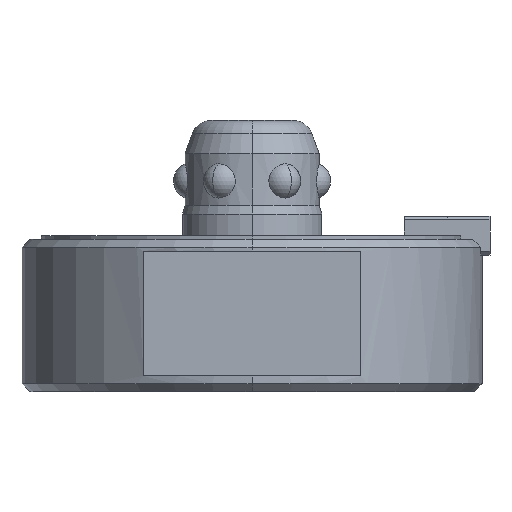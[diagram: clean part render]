
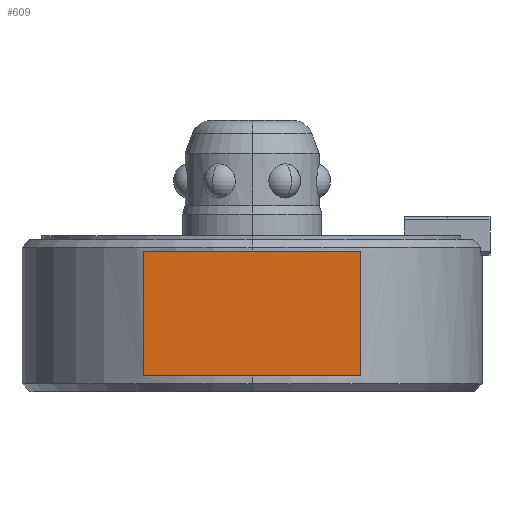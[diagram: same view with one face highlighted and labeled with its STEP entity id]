
A CAD part, left-side view. The second image highlights one B-rep face of the part: STEP entity #609.
In plain terms, the highlighted planar face has unit normal (-1, 0, 0).
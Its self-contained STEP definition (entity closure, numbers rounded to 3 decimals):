
#609=ADVANCED_FACE('',(#1603),#1604,.F.);
#1603=FACE_OUTER_BOUND('',#3034,.T.);
#1604=PLANE('',#3035);
#3034=EDGE_LOOP('',(#4724,#4725,#4726,#4727));
#3035=AXIS2_PLACEMENT_3D('',#4728,#4729,#4730);
#4724=ORIENTED_EDGE('',*,*,#8384,.F.);
#4725=ORIENTED_EDGE('',*,*,#8389,.F.);
#4726=ORIENTED_EDGE('',*,*,#8386,.F.);
#4727=ORIENTED_EDGE('',*,*,#8187,.F.);
#4728=CARTESIAN_POINT('',(-52.0,0.,4.0));
#4729=DIRECTION('',(1.0,0.0,0.0));
#4730=DIRECTION('',(0.0,1.0,-0.0));
#8187=EDGE_CURVE('',#9713,#9715,#9716,.T.);
#8384=EDGE_CURVE('',#10006,#9713,#10008,.T.);
#8386=EDGE_CURVE('',#9715,#10010,#10011,.T.);
#8389=EDGE_CURVE('',#10010,#10006,#10014,.T.);
#9713=VERTEX_POINT('',#11920);
#9715=VERTEX_POINT('',#11922);
#9716=LINE('',#11923,#11924);
#10006=VERTEX_POINT('',#12777);
#10008=LINE('',#12779,#12780);
#10010=VERTEX_POINT('',#12782);
#10011=LINE('',#12783,#12784);
#10014=LINE('',#12787,#12788);
#11920=CARTESIAN_POINT('',(-52.0,27.875,4.0));
#11922=CARTESIAN_POINT('',(-52.0,27.875,36.0));
#11923=CARTESIAN_POINT('',(-52.0,27.875,4.0));
#11924=VECTOR('',#15294,32.0);
#12777=CARTESIAN_POINT('',(-52.0,-27.875,4.0));
#12779=CARTESIAN_POINT('',(-52.0,-27.875,4.0));
#12780=VECTOR('',#15573,55.749);
#12782=CARTESIAN_POINT('',(-52.0,-27.875,36.0));
#12783=CARTESIAN_POINT('',(-52.0,27.875,36.0));
#12784=VECTOR('',#15574,55.749);
#12787=CARTESIAN_POINT('',(-52.0,-27.875,36.0));
#12788=VECTOR('',#15578,32.0);
#15294=DIRECTION('',(0.0,0.0,1.0));
#15573=DIRECTION('',(0.0,1.0,0.0));
#15574=DIRECTION('',(0.0,-1.0,0.0));
#15578=DIRECTION('',(0.0,0.0,-1.0));
